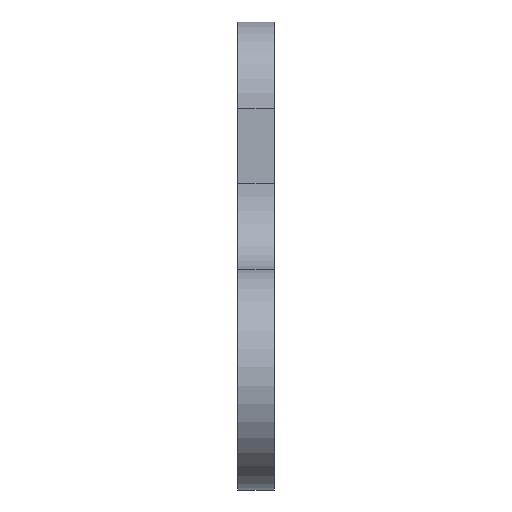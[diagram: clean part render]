
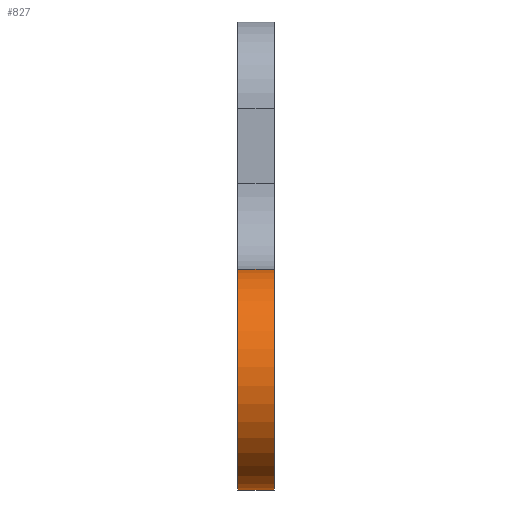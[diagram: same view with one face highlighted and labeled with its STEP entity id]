
A CAD part, left-side view. The second image highlights one B-rep face of the part: STEP entity #827.
In plain terms, the highlighted cylindrical face has radius 9 mm (diameter 18 mm), a partial arc.
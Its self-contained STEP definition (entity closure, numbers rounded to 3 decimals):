
#14 = LINE ( 'NONE', #704, #713 ) ;
#22 = DIRECTION ( 'NONE',  ( 0., 0., -1. ) ) ;
#28 = VERTEX_POINT ( 'NONE', #532 ) ;
#56 = FACE_OUTER_BOUND ( 'NONE', #130, .T. ) ;
#95 = CARTESIAN_POINT ( 'NONE',  ( -19.16, 5.018, -6. ) ) ;
#130 = EDGE_LOOP ( 'NONE', ( #575, #594, #815, #453 ) ) ;
#143 = CARTESIAN_POINT ( 'NONE',  ( -20.195, -1.5, 2.94 ) ) ;
#152 = DIRECTION ( 'NONE',  ( 0., -1., 0. ) ) ;
#200 = CARTESIAN_POINT ( 'NONE',  ( -19.16, -4.5, -15. ) ) ;
#210 = DIRECTION ( 'NONE',  ( 0., 0., 1. ) ) ;
#226 = DIRECTION ( 'NONE',  ( 0., -1., 0. ) ) ;
#240 = VECTOR ( 'NONE', #408, 1000. ) ;
#243 = VERTEX_POINT ( 'NONE', #747 ) ;
#254 = CIRCLE ( 'NONE', #429, 9. ) ;
#256 = VERTEX_POINT ( 'NONE', #397 ) ;
#300 = AXIS2_PLACEMENT_3D ( 'NONE', #95, #152, #210 ) ;
#305 = VERTEX_POINT ( 'NONE', #200 ) ;
#361 = EDGE_CURVE ( 'NONE', #243, #305, #14, .T. ) ;
#396 = DIRECTION ( 'NONE',  ( 0., 1., 0. ) ) ;
#397 = CARTESIAN_POINT ( 'NONE',  ( -20.195, -1.5, 2.94 ) ) ;
#408 = DIRECTION ( 'NONE',  ( 0., -1., 0. ) ) ;
#429 = AXIS2_PLACEMENT_3D ( 'NONE', #806, #396, #22 ) ;
#450 = LINE ( 'NONE', #143, #240 ) ;
#453 = ORIENTED_EDGE ( 'NONE', *, *, #588, .F. ) ;
#474 = EDGE_CURVE ( 'NONE', #28, #305, #738, .T. ) ;
#494 = DIRECTION ( 'NONE',  ( 0., -1., 0. ) ) ;
#495 = AXIS2_PLACEMENT_3D ( 'NONE', #663, #226, #719 ) ;
#532 = CARTESIAN_POINT ( 'NONE',  ( -20.195, -4.5, 2.94 ) ) ;
#575 = ORIENTED_EDGE ( 'NONE', *, *, #361, .T. ) ;
#588 = EDGE_CURVE ( 'NONE', #243, #256, #254, .T. ) ;
#594 = ORIENTED_EDGE ( 'NONE', *, *, #474, .F. ) ;
#611 = EDGE_CURVE ( 'NONE', #256, #28, #450, .T. ) ;
#663 = CARTESIAN_POINT ( 'NONE',  ( -19.16, -4.5, -6. ) ) ;
#704 = CARTESIAN_POINT ( 'NONE',  ( -19.16, -1.5, -15. ) ) ;
#713 = VECTOR ( 'NONE', #494, 1000. ) ;
#718 = CYLINDRICAL_SURFACE ( 'NONE', #300, 9. ) ;
#719 = DIRECTION ( 'NONE',  ( -0.115, 0., 0.993 ) ) ;
#738 = CIRCLE ( 'NONE', #495, 9. ) ;
#747 = CARTESIAN_POINT ( 'NONE',  ( -19.16, -1.5, -15. ) ) ;
#806 = CARTESIAN_POINT ( 'NONE',  ( -19.16, -1.5, -6. ) ) ;
#815 = ORIENTED_EDGE ( 'NONE', *, *, #611, .F. ) ;
#827 = ADVANCED_FACE ( 'NONE', ( #56 ), #718, .T. ) ;
